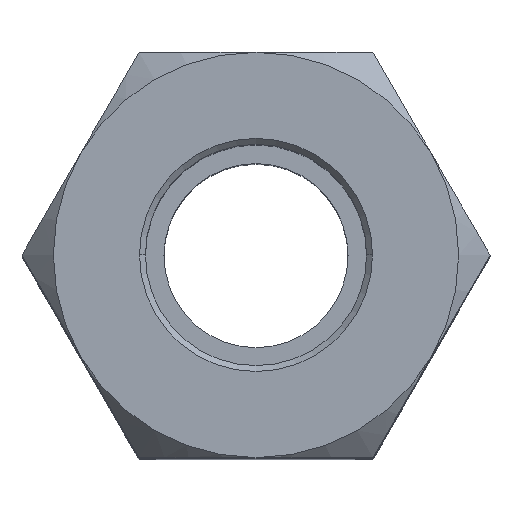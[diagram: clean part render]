
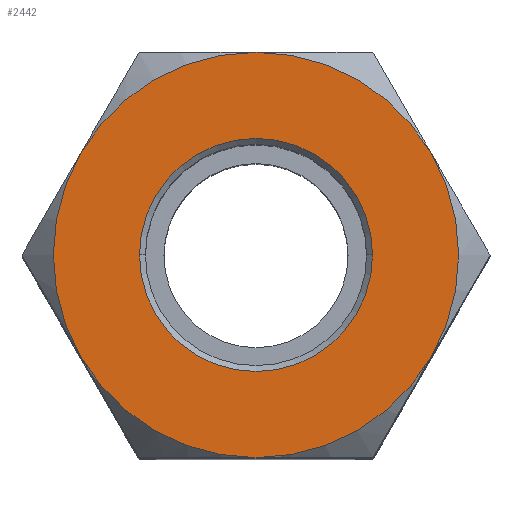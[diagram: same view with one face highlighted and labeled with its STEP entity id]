
A CAD part, top view. The second image highlights one B-rep face of the part: STEP entity #2442.
In plain terms, the highlighted planar face has unit normal (0, 0, 1).
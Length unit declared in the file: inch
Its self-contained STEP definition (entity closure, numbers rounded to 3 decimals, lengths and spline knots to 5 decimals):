
#568=CARTESIAN_POINT('',(-0.29748,-0.17175,1.));
#616=CARTESIAN_POINT('',(0.,0.,1.));
#617=DIRECTION('',(0.,0.,1.));
#618=DIRECTION('',(-0.866,0.5,0.));
#619=AXIS2_PLACEMENT_3D('',#616,#617,#618);
#624=CARTESIAN_POINT('',(0.,0.,1.));
#625=DIRECTION('',(0.,0.,1.));
#626=DIRECTION('',(0.866,-0.5,0.));
#627=AXIS2_PLACEMENT_3D('',#624,#625,#626);
#639=CARTESIAN_POINT('',(-0.29748,0.17175,1.));
#702=CARTESIAN_POINT('',(0.,0.3435,1.));
#757=CARTESIAN_POINT('',(0.29748,0.17175,1.));
#812=CARTESIAN_POINT('',(0.29748,-0.17175,1.));
#867=CARTESIAN_POINT('',(0.,-0.3435,1.));
#915=CARTESIAN_POINT('',(0.,0.,1.));
#916=DIRECTION('',(0.,0.,-1.));
#917=DIRECTION('',(-1.,0.,0.));
#918=AXIS2_PLACEMENT_3D('',#915,#916,#917);
#923=CARTESIAN_POINT('',(0.,0.,1.));
#924=DIRECTION('',(0.,0.,-1.));
#925=DIRECTION('',(1.,0.,0.));
#926=AXIS2_PLACEMENT_3D('',#923,#924,#925);
#931=CARTESIAN_POINT('',(0.,0.,1.));
#932=DIRECTION('',(0.,0.,-1.));
#933=DIRECTION('',(0.866,-0.5,0.));
#934=AXIS2_PLACEMENT_3D('',#931,#932,#933);
#939=CARTESIAN_POINT('',(0.,0.,1.));
#940=DIRECTION('',(0.,0.,-1.));
#941=DIRECTION('',(0.,-1.,0.));
#942=AXIS2_PLACEMENT_3D('',#939,#940,#941);
#947=CARTESIAN_POINT('',(0.,0.,1.));
#948=DIRECTION('',(0.,0.,-1.));
#949=DIRECTION('',(-0.866,0.5,0.));
#950=AXIS2_PLACEMENT_3D('',#947,#948,#949);
#955=CARTESIAN_POINT('',(0.,0.,1.));
#956=DIRECTION('',(0.,0.,-1.));
#957=DIRECTION('',(0.,1.,0.));
#958=AXIS2_PLACEMENT_3D('',#955,#956,#957);
#1695=CARTESIAN_POINT('',(-0.1975,0.,1.));
#1696=CARTESIAN_POINT('',(0.1975,0.,1.));
#1697=VERTEX_POINT('',#1695);
#1698=VERTEX_POINT('',#1696);
#1712=VERTEX_POINT('',#812);
#1714=VERTEX_POINT('',#757);
#1716=VERTEX_POINT('',#702);
#1718=VERTEX_POINT('',#639);
#1720=VERTEX_POINT('',#568);
#1722=VERTEX_POINT('',#867);
#2423=CARTESIAN_POINT('',(0.19832,0.3435,1.));
#2424=DIRECTION('',(0.,0.,1.));
#2425=DIRECTION('',(0.,1.,0.));
#2426=AXIS2_PLACEMENT_3D('',#2423,#2424,#2425);
#2427=PLANE('',#2426);
#2428=ORIENTED_EDGE('',*,*,#2286,.F.);
#2429=ORIENTED_EDGE('',*,*,#2417,.T.);
#2430=ORIENTED_EDGE('',*,*,#2274,.T.);
#2431=ORIENTED_EDGE('',*,*,#2263,.F.);
#2432=ORIENTED_EDGE('',*,*,#2316,.T.);
#2433=ORIENTED_EDGE('',*,*,#2302,.T.);
#2434=EDGE_LOOP('',(#2428,#2429,#2430,#2431,#2432,#2433));
#2435=FACE_OUTER_BOUND('',#2434,.F.);
#2437=ORIENTED_EDGE('',*,*,#2436,.F.);
#2439=ORIENTED_EDGE('',*,*,#2438,.F.);
#2440=EDGE_LOOP('',(#2437,#2439));
#2441=FACE_BOUND('',#2440,.F.);
#620=CIRCLE('',#619,0.3435);
#628=CIRCLE('',#627,0.3435);
#919=CIRCLE('',#918,0.1975);
#927=CIRCLE('',#926,0.1975);
#935=CIRCLE('',#934,0.3435);
#943=CIRCLE('',#942,0.3435);
#951=CIRCLE('',#950,0.3435);
#959=CIRCLE('',#958,0.3435);
#2263=EDGE_CURVE('',#1718,#1720,#620,.T.);
#2274=EDGE_CURVE('',#1722,#1720,#943,.T.);
#2286=EDGE_CURVE('',#1712,#1714,#628,.T.);
#2302=EDGE_CURVE('',#1716,#1714,#959,.T.);
#2316=EDGE_CURVE('',#1718,#1716,#951,.T.);
#2417=EDGE_CURVE('',#1712,#1722,#935,.T.);
#2436=EDGE_CURVE('',#1697,#1698,#919,.T.);
#2438=EDGE_CURVE('',#1698,#1697,#927,.T.);
#2442=ADVANCED_FACE('',(#2435,#2441),#2427,.T.);
